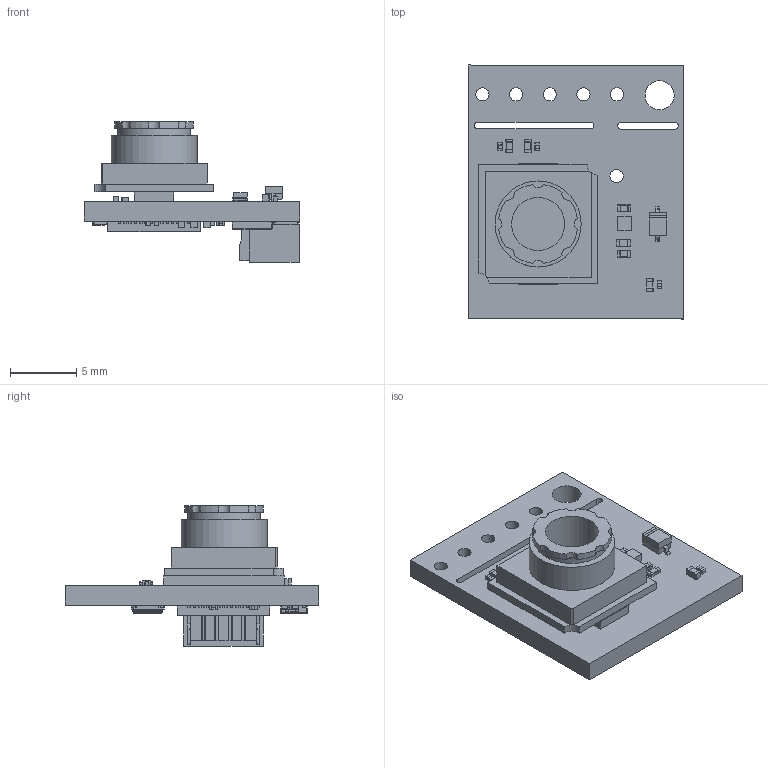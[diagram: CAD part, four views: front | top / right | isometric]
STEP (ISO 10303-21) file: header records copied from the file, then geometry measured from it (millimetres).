
FILE_DESCRIPTION(/* description */ (''),/* implementation_level */ '2;1');
FILE_NAME(/* name */ 'TCR_STEP.step',/* time_stamp */ '2023-07-25T08:42:50-07:00',/* author */ (''),/* organization */ (''),/* preprocessor_version */ 'ST-DEVELOPER v19.2',/* originating_system */ 'Autodesk Translation Framework v12.6.0.85',/* authorisation */ '');
FILE_SCHEMA (('AUTOMOTIVE_DESIGN { 1 0 10303 214 3 1 1 }'));
Length unit declared in the file: millimetre
Products named in the file (57): TCR_Apr23; Board; Open CASCADE STEP translator 7.5 1.1.1; U4; 6290373728; R1; 6290389408; C17; D2; 6257858752; Extruded; R13; R12; J3; 6257858912; Extruded (1); X1; 6290378608; J4; 6290382368; 665104131822; 6651xx131822_PATTE; 6651xx131822_PIN; U3; 6290388848; R11; R9; 6290376208; R10; 6290373168; R7; 6290385888; D1; 6290378528; C8; C18; C6; C5; C11; C14 ...
Assembly tree (77 placements, depth 4):
  TCR_Apr23
    Board
      Open CASCADE STEP translator 7.5 1.1.1
    U4
      6290373728
    R1
      6290389408
    C17
      CCS_CCSTDNOS_0201_L0.63W0.33T0.33B0.2
    D2
      6257858752
        Extruded
    R13
      6290385888
    R12
      6290385888
    J3
      6257858912
        Extruded (1)
    X1
      6290378608
    J4
      6290382368
        665104131822
        6651xx131822_PIN  x4
        6651xx131822_PATTE  x2
    U3
      6290388848
    R11
      6290373168
    R9
      6290376208
    R10
      6290373168
    R7
      6290385888
    D1
      6290378528
    C8
      6290383568
        User Library-CAPC_0402_CAPC_0402_Lead_1  x2
        User Library-CAPC_0402_CAPC_0402_Body_1
    C18
      CCS_CCSTDNOS_0201_L0.63W0.33T0.33B0.2
    C6
      CCS_CCSTDNOS_0201_L0.63W0.33T0.33B0.2
    C5
      CCS_CCSTDNOS_0201_L0.63W0.33T0.33B0.2
    C11
      CCS_CCSTDNOS_0201_L0.63W0.33T0.33B0.2
    C14
      CCS_CCSTDNOS_0201_L0.63W0.33T0.33B0.2
    C12
      CCS_CCSTDNOS_0201_L0.63W0.33T0.33B0.2
    C15
      CCS_CCSTDNOS_0201_L0.63W0.33T0.33B0.2
    C13
      CCS_CCSTDNOS_0201_L0.63W0.33T0.33B0.2
    C16
      CCS_CCSTDNOS_0201_L0.63W0.33T0.33B0.2
Bounding box: 16.3 x 19.18 x 10.61 mm (x, y, z)
Volume: 707.9 mm3; surface area: 1905.3 mm2
Topology: 90 solids, 90 shells, 2715 faces, 7147 edges, 4472 vertices
Faces by surface type: plane 1927, cylinder 582, sphere 184, torus 14, bspline 8
Full cylindrical faces by diameter (mm): 0.4 x1, 0.5 x1, 1 x6, 2.2 x1, 4 x1, 5.5 x2, 6.5 x1
Entity records: 43033 total; most frequent: CARTESIAN_POINT 8040, ORIENTED_EDGE 7014, DIRECTION 6861, EDGE_CURVE 3507, LINE 2887, VECTOR 2887, VERTEX_POINT 2284, AXIS2_PLACEMENT_3D 1987
